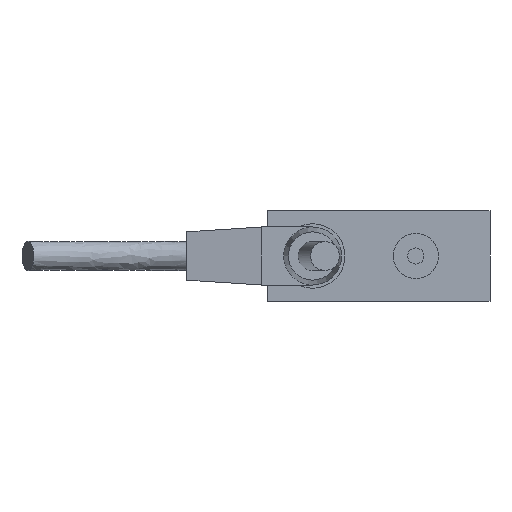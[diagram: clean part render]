
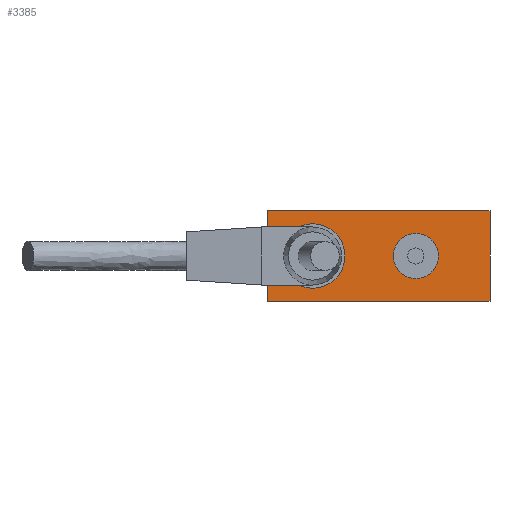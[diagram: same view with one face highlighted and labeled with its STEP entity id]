
A CAD part, left-side view. The second image highlights one B-rep face of the part: STEP entity #3385.
In plain terms, the highlighted planar face has unit normal (-1, 0, 0).
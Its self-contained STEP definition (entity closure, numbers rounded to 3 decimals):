
#185=CARTESIAN_POINT('',(-15.995,13.625,10.5));
#186=VERTEX_POINT('',#185);
#187=CARTESIAN_POINT('',(-15.995,13.625,7.));
#188=DIRECTION('',(1.0,0.0,0.0));
#189=DIRECTION('',(0.0,0.0,-1.0));
#190=AXIS2_PLACEMENT_3D('',#187,#188,#189);
#191=CIRCLE('',#190,3.5);
#192=EDGE_CURVE('',#186,#186,#191,.T.);
#2847=CARTESIAN_POINT('',(-15.995,29.625,8.5));
#2848=VERTEX_POINT('',#2847);
#2849=CARTESIAN_POINT('',(-15.995,29.625,7.));
#2850=DIRECTION('',(1.0,0.0,0.0));
#2851=DIRECTION('',(0.0,0.0,-1.0));
#2852=AXIS2_PLACEMENT_3D('',#2849,#2850,#2851);
#2853=CIRCLE('',#2852,1.5);
#2854=EDGE_CURVE('',#2848,#2848,#2853,.T.);
#3323=CARTESIAN_POINT('',(-15.995,2.125,14.));
#3324=VERTEX_POINT('',#3323);
#3331=CARTESIAN_POINT('',(-15.995,2.125,0.0));
#3332=VERTEX_POINT('',#3331);
#3333=CARTESIAN_POINT('',(-15.995,2.125,0.0));
#3334=DIRECTION('',(0.0,0.0,1.0));
#3335=VECTOR('',#3334,14.);
#3336=LINE('',#3333,#3335);
#3337=EDGE_CURVE('',#3332,#3324,#3336,.T.);
#3349=CARTESIAN_POINT('',(-15.995,2.125,0.0));
#3350=DIRECTION('',(-1.0,0.0,0.0));
#3351=DIRECTION('',(0.0,0.0,1.0));
#3352=AXIS2_PLACEMENT_3D('',#3349,#3350,#3351);
#3353=PLANE('',#3352);
#3354=CARTESIAN_POINT('',(-15.995,36.625,14.));
#3355=VERTEX_POINT('',#3354);
#3356=CARTESIAN_POINT('',(-15.995,2.125,14.));
#3357=DIRECTION('',(0.0,1.0,0.0));
#3358=VECTOR('',#3357,34.5);
#3359=LINE('',#3356,#3358);
#3360=EDGE_CURVE('',#3324,#3355,#3359,.T.);
#3361=ORIENTED_EDGE('',*,*,#3360,.T.);
#3362=CARTESIAN_POINT('',(-15.995,36.625,0.0));
#3363=VERTEX_POINT('',#3362);
#3364=CARTESIAN_POINT('',(-15.995,36.625,0.0));
#3365=DIRECTION('',(0.0,0.0,1.0));
#3366=VECTOR('',#3365,14.);
#3367=LINE('',#3364,#3366);
#3368=EDGE_CURVE('',#3363,#3355,#3367,.T.);
#3369=ORIENTED_EDGE('',*,*,#3368,.F.);
#3370=CARTESIAN_POINT('',(-15.995,36.625,0.0));
#3371=DIRECTION('',(0.0,-1.0,0.0));
#3372=VECTOR('',#3371,34.5);
#3373=LINE('',#3370,#3372);
#3374=EDGE_CURVE('',#3363,#3332,#3373,.T.);
#3375=ORIENTED_EDGE('',*,*,#3374,.T.);
#3376=ORIENTED_EDGE('',*,*,#3337,.T.);
#3377=EDGE_LOOP('',(#3361,#3369,#3375,#3376));
#3378=FACE_OUTER_BOUND('',#3377,.T.);
#3379=ORIENTED_EDGE('',*,*,#192,.T.);
#3380=EDGE_LOOP('',(#3379));
#3381=FACE_BOUND('',#3380,.T.);
#3382=ORIENTED_EDGE('',*,*,#2854,.T.);
#3383=EDGE_LOOP('',(#3382));
#3384=FACE_BOUND('',#3383,.T.);
#3385=ADVANCED_FACE('',(#3378,#3381,#3384),#3353,.T.);
